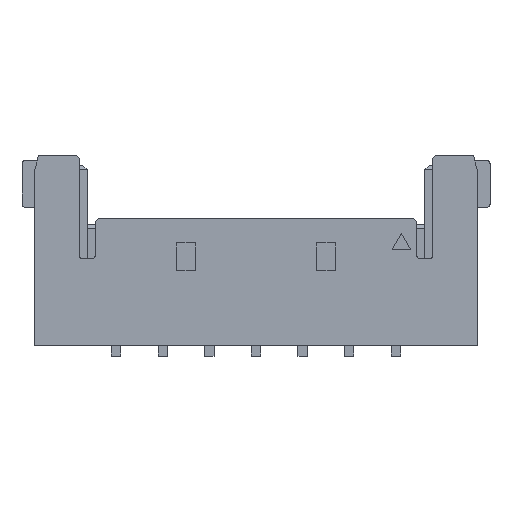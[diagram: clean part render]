
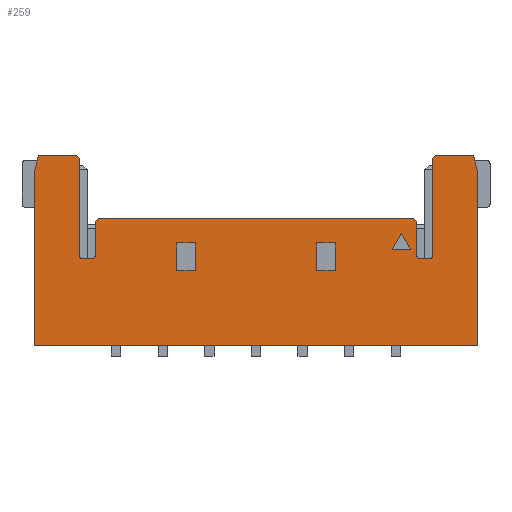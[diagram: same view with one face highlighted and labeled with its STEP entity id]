
A CAD part, top view. The second image highlights one B-rep face of the part: STEP entity #259.
In plain terms, the highlighted planar face has unit normal (0, 0, 1).
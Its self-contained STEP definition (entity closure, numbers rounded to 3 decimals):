
#259=ADVANCED_FACE('',(#825,#826,#827,#828),#829,.T.);
#825=FACE_OUTER_BOUND('',#1575,.T.);
#826=FACE_BOUND('',#1576,.T.);
#827=FACE_BOUND('',#1577,.T.);
#828=FACE_BOUND('',#1578,.T.);
#829=PLANE('',#1579);
#1575=EDGE_LOOP('',(#3635,#3636,#3637,#3638,#3639,#3640,#3641,#3642,#3643,#3644,#3645,#3646,#3647,#3648,#3649,#3650,#3651,#3652,#3653,#3654,#3655,#3656));
#1576=EDGE_LOOP('',(#3657,#3658,#3659,#3660));
#1577=EDGE_LOOP('',(#3661,#3662,#3663,#3664));
#1578=EDGE_LOOP('',(#3665,#3666,#3667));
#1579=AXIS2_PLACEMENT_3D('',#3668,#3669,#3670);
#3635=ORIENTED_EDGE('',*,*,#5707,.F.);
#3636=ORIENTED_EDGE('',*,*,#5326,.T.);
#3637=ORIENTED_EDGE('',*,*,#5706,.T.);
#3638=ORIENTED_EDGE('',*,*,#5700,.T.);
#3639=ORIENTED_EDGE('',*,*,#5676,.T.);
#3640=ORIENTED_EDGE('',*,*,#5388,.T.);
#3641=ORIENTED_EDGE('',*,*,#5708,.T.);
#3642=ORIENTED_EDGE('',*,*,#5404,.T.);
#3643=ORIENTED_EDGE('',*,*,#5709,.F.);
#3644=ORIENTED_EDGE('',*,*,#5342,.F.);
#3645=ORIENTED_EDGE('',*,*,#5710,.F.);
#3646=ORIENTED_EDGE('',*,*,#5711,.F.);
#3647=ORIENTED_EDGE('',*,*,#5712,.F.);
#3648=ORIENTED_EDGE('',*,*,#5713,.F.);
#3649=ORIENTED_EDGE('',*,*,#5714,.F.);
#3650=ORIENTED_EDGE('',*,*,#5715,.T.);
#3651=ORIENTED_EDGE('',*,*,#5716,.F.);
#3652=ORIENTED_EDGE('',*,*,#5717,.F.);
#3653=ORIENTED_EDGE('',*,*,#5718,.F.);
#3654=ORIENTED_EDGE('',*,*,#5719,.F.);
#3655=ORIENTED_EDGE('',*,*,#5720,.F.);
#3656=ORIENTED_EDGE('',*,*,#5721,.F.);
#3657=ORIENTED_EDGE('',*,*,#5722,.F.);
#3658=ORIENTED_EDGE('',*,*,#5723,.F.);
#3659=ORIENTED_EDGE('',*,*,#5724,.F.);
#3660=ORIENTED_EDGE('',*,*,#5725,.F.);
#3661=ORIENTED_EDGE('',*,*,#5726,.F.);
#3662=ORIENTED_EDGE('',*,*,#5727,.F.);
#3663=ORIENTED_EDGE('',*,*,#5728,.F.);
#3664=ORIENTED_EDGE('',*,*,#5729,.F.);
#3665=ORIENTED_EDGE('',*,*,#5730,.F.);
#3666=ORIENTED_EDGE('',*,*,#5731,.F.);
#3667=ORIENTED_EDGE('',*,*,#5732,.F.);
#3668=CARTESIAN_POINT('',(0.0,0.0,0.98));
#3669=DIRECTION('',(0.0,0.0,1.0));
#3670=DIRECTION('',(1.0,0.0,0.0));
#5326=EDGE_CURVE('',#6564,#6562,#6565,.T.);
#5342=EDGE_CURVE('',#6592,#6594,#6595,.T.);
#5388=EDGE_CURVE('',#6668,#6666,#6669,.T.);
#5404=EDGE_CURVE('',#6696,#6694,#6697,.T.);
#5676=EDGE_CURVE('',#7150,#6668,#7151,.T.);
#5700=EDGE_CURVE('',#7179,#7150,#7180,.T.);
#5706=EDGE_CURVE('',#6562,#7179,#7188,.T.);
#5707=EDGE_CURVE('',#6564,#7189,#7190,.T.);
#5708=EDGE_CURVE('',#6666,#6696,#7191,.T.);
#5709=EDGE_CURVE('',#6594,#6694,#7192,.T.);
#5710=EDGE_CURVE('',#7193,#6592,#7194,.T.);
#5711=EDGE_CURVE('',#7195,#7193,#7196,.T.);
#5712=EDGE_CURVE('',#7197,#7195,#7198,.T.);
#5713=EDGE_CURVE('',#7199,#7197,#7200,.T.);
#5714=EDGE_CURVE('',#7201,#7199,#7202,.T.);
#5715=EDGE_CURVE('',#7201,#7203,#7204,.T.);
#5716=EDGE_CURVE('',#7205,#7203,#7206,.T.);
#5717=EDGE_CURVE('',#7207,#7205,#7208,.T.);
#5718=EDGE_CURVE('',#7209,#7207,#7210,.T.);
#5719=EDGE_CURVE('',#7211,#7209,#7212,.T.);
#5720=EDGE_CURVE('',#7213,#7211,#7214,.T.);
#5721=EDGE_CURVE('',#7189,#7213,#7215,.T.);
#5722=EDGE_CURVE('',#7216,#7217,#7218,.T.);
#5723=EDGE_CURVE('',#7219,#7216,#7220,.T.);
#5724=EDGE_CURVE('',#7221,#7219,#7222,.T.);
#5725=EDGE_CURVE('',#7217,#7221,#7223,.T.);
#5726=EDGE_CURVE('',#7224,#7225,#7226,.T.);
#5727=EDGE_CURVE('',#7227,#7224,#7228,.T.);
#5728=EDGE_CURVE('',#7229,#7227,#7230,.T.);
#5729=EDGE_CURVE('',#7225,#7229,#7231,.T.);
#5730=EDGE_CURVE('',#7232,#7233,#7234,.T.);
#5731=EDGE_CURVE('',#7235,#7232,#7236,.T.);
#5732=EDGE_CURVE('',#7233,#7235,#7237,.T.);
#6562=VERTEX_POINT('',#8405);
#6564=VERTEX_POINT('',#8408);
#6565=LINE('',#8409,#8410);
#6592=VERTEX_POINT('',#8451);
#6594=VERTEX_POINT('',#8454);
#6595=LINE('',#8455,#8456);
#6666=VERTEX_POINT('',#8571);
#6668=VERTEX_POINT('',#8574);
#6669=LINE('',#8575,#8576);
#6694=VERTEX_POINT('',#8615);
#6696=VERTEX_POINT('',#8618);
#6697=LINE('',#8619,#8620);
#7150=VERTEX_POINT('',#9296);
#7151=LINE('',#9297,#9298);
#7179=VERTEX_POINT('',#9349);
#7180=LINE('',#9350,#9351);
#7188=LINE('',#9364,#9365);
#7189=VERTEX_POINT('',#9366);
#7190=LINE('',#9367,#9368);
#7191=LINE('',#9369,#9370);
#7192=LINE('',#9371,#9372);
#7193=VERTEX_POINT('',#9373);
#7194=CIRCLE('',#9374,0.08);
#7195=VERTEX_POINT('',#9375);
#7196=LINE('',#9376,#9377);
#7197=VERTEX_POINT('',#9378);
#7198=CIRCLE('',#9379,0.08);
#7199=VERTEX_POINT('',#9380);
#7200=LINE('',#9381,#9382);
#7201=VERTEX_POINT('',#9383);
#7202=LINE('',#9384,#9385);
#7203=VERTEX_POINT('',#9386);
#7204=LINE('',#9387,#9388);
#7205=VERTEX_POINT('',#9389);
#7206=LINE('',#9390,#9391);
#7207=VERTEX_POINT('',#9392);
#7208=LINE('',#9393,#9394);
#7209=VERTEX_POINT('',#9395);
#7210=CIRCLE('',#9396,0.08);
#7211=VERTEX_POINT('',#9397);
#7212=LINE('',#9398,#9399);
#7213=VERTEX_POINT('',#9400);
#7214=CIRCLE('',#9401,0.08);
#7215=LINE('',#9402,#9403);
#7216=VERTEX_POINT('',#9404);
#7217=VERTEX_POINT('',#9405);
#7218=LINE('',#9406,#9407);
#7219=VERTEX_POINT('',#9408);
#7220=LINE('',#9409,#9410);
#7221=VERTEX_POINT('',#9411);
#7222=LINE('',#9412,#9413);
#7223=LINE('',#9414,#9415);
#7224=VERTEX_POINT('',#9416);
#7225=VERTEX_POINT('',#9417);
#7226=LINE('',#9418,#9419);
#7227=VERTEX_POINT('',#9420);
#7228=LINE('',#9421,#9422);
#7229=VERTEX_POINT('',#9423);
#7230=LINE('',#9424,#9425);
#7231=LINE('',#9426,#9427);
#7232=VERTEX_POINT('',#9428);
#7233=VERTEX_POINT('',#9429);
#7234=LINE('',#9430,#9431);
#7235=VERTEX_POINT('',#9432);
#7236=LINE('',#9433,#9434);
#7237=LINE('',#9435,#9436);
#8405=CARTESIAN_POINT('',(-6.995,1.2,0.98));
#8408=CARTESIAN_POINT('',(-5.775,1.2,0.98));
#8409=CARTESIAN_POINT('',(-5.775,1.2,0.98));
#8410=VECTOR('',#10460,1.22);
#8451=CARTESIAN_POINT('',(5.675,-2.02,0.98));
#8454=CARTESIAN_POINT('',(5.675,1.1,0.98));
#8455=CARTESIAN_POINT('',(5.675,-2.02,0.98));
#8456=VECTOR('',#10476,3.12);
#8571=CARTESIAN_POINT('',(7.125,0.7,0.98));
#8574=CARTESIAN_POINT('',(7.125,-4.9,0.98));
#8575=CARTESIAN_POINT('',(7.125,-4.9,0.98));
#8576=VECTOR('',#10522,5.6);
#8615=CARTESIAN_POINT('',(5.775,1.2,0.98));
#8618=CARTESIAN_POINT('',(6.995,1.2,0.98));
#8619=CARTESIAN_POINT('',(6.995,1.2,0.98));
#8620=VECTOR('',#10538,1.22);
#9296=CARTESIAN_POINT('',(-7.125,-4.9,0.98));
#9297=CARTESIAN_POINT('',(-7.125,-4.9,0.98));
#9298=VECTOR('',#10906,14.25);
#9349=CARTESIAN_POINT('',(-7.125,0.7,0.98));
#9350=CARTESIAN_POINT('',(-7.125,0.7,0.98));
#9351=VECTOR('',#10930,5.6);
#9364=CARTESIAN_POINT('',(-6.995,1.2,0.98));
#9365=VECTOR('',#10936,0.517);
#9366=CARTESIAN_POINT('',(-5.675,1.1,0.98));
#9367=CARTESIAN_POINT('',(-5.775,1.2,0.98));
#9368=VECTOR('',#10937,0.141);
#9369=CARTESIAN_POINT('',(7.125,0.7,0.98));
#9370=VECTOR('',#10938,0.517);
#9371=CARTESIAN_POINT('',(5.675,1.1,0.98));
#9372=VECTOR('',#10939,0.141);
#9373=CARTESIAN_POINT('',(5.595,-2.1,0.98));
#9374=AXIS2_PLACEMENT_3D('',#10940,#10941,#10942);
#9375=CARTESIAN_POINT('',(5.255,-2.1,0.98));
#9376=CARTESIAN_POINT('',(5.255,-2.1,0.98));
#9377=VECTOR('',#10943,0.34);
#9378=CARTESIAN_POINT('',(5.175,-2.02,0.98));
#9379=AXIS2_PLACEMENT_3D('',#10944,#10945,#10946);
#9380=CARTESIAN_POINT('',(5.175,-0.9,0.98));
#9381=CARTESIAN_POINT('',(5.175,-0.9,0.98));
#9382=VECTOR('',#10947,1.12);
#9383=CARTESIAN_POINT('',(5.075,-0.8,0.98));
#9384=CARTESIAN_POINT('',(5.075,-0.8,0.98));
#9385=VECTOR('',#10948,0.141);
#9386=CARTESIAN_POINT('',(-5.075,-0.8,0.98));
#9387=CARTESIAN_POINT('',(5.075,-0.8,0.98));
#9388=VECTOR('',#10949,10.15);
#9389=CARTESIAN_POINT('',(-5.175,-0.9,0.98));
#9390=CARTESIAN_POINT('',(-5.175,-0.9,0.98));
#9391=VECTOR('',#10950,0.141);
#9392=CARTESIAN_POINT('',(-5.175,-2.02,0.98));
#9393=CARTESIAN_POINT('',(-5.175,-2.02,0.98));
#9394=VECTOR('',#10951,1.12);
#9395=CARTESIAN_POINT('',(-5.255,-2.1,0.98));
#9396=AXIS2_PLACEMENT_3D('',#10952,#10953,#10954);
#9397=CARTESIAN_POINT('',(-5.595,-2.1,0.98));
#9398=CARTESIAN_POINT('',(-5.595,-2.1,0.98));
#9399=VECTOR('',#10955,0.34);
#9400=CARTESIAN_POINT('',(-5.675,-2.02,0.98));
#9401=AXIS2_PLACEMENT_3D('',#10956,#10957,#10958);
#9402=CARTESIAN_POINT('',(-5.675,1.1,0.98));
#9403=VECTOR('',#10959,3.12);
#9404=CARTESIAN_POINT('',(-1.95,-1.6,0.98));
#9405=CARTESIAN_POINT('',(-2.55,-1.6,0.98));
#9406=CARTESIAN_POINT('',(-1.95,-1.6,0.98));
#9407=VECTOR('',#10960,0.6);
#9408=CARTESIAN_POINT('',(-1.95,-2.5,0.98));
#9409=CARTESIAN_POINT('',(-1.95,-2.5,0.98));
#9410=VECTOR('',#10961,0.9);
#9411=CARTESIAN_POINT('',(-2.55,-2.5,0.98));
#9412=CARTESIAN_POINT('',(-2.55,-2.5,0.98));
#9413=VECTOR('',#10962,0.6);
#9414=CARTESIAN_POINT('',(-2.55,-1.6,0.98));
#9415=VECTOR('',#10963,0.9);
#9416=CARTESIAN_POINT('',(2.55,-2.5,0.98));
#9417=CARTESIAN_POINT('',(2.55,-1.6,0.98));
#9418=CARTESIAN_POINT('',(2.55,-2.5,0.98));
#9419=VECTOR('',#10964,0.9);
#9420=CARTESIAN_POINT('',(1.95,-2.5,0.98));
#9421=CARTESIAN_POINT('',(1.95,-2.5,0.98));
#9422=VECTOR('',#10965,0.6);
#9423=CARTESIAN_POINT('',(1.95,-1.6,0.98));
#9424=CARTESIAN_POINT('',(1.95,-1.6,0.98));
#9425=VECTOR('',#10966,0.9);
#9426=CARTESIAN_POINT('',(2.55,-1.6,0.98));
#9427=VECTOR('',#10967,0.6);
#9428=CARTESIAN_POINT('',(4.975,-1.82,0.98));
#9429=CARTESIAN_POINT('',(4.675,-1.3,0.98));
#9430=CARTESIAN_POINT('',(4.975,-1.82,0.98));
#9431=VECTOR('',#10968,0.6);
#9432=CARTESIAN_POINT('',(4.375,-1.82,0.98));
#9433=CARTESIAN_POINT('',(4.375,-1.82,0.98));
#9434=VECTOR('',#10969,0.6);
#9435=CARTESIAN_POINT('',(4.675,-1.3,0.98));
#9436=VECTOR('',#10970,0.6);
#10460=DIRECTION('',(-1.0,0.0,0.0));
#10476=DIRECTION('',(0.0,1.0,0.0));
#10522=DIRECTION('',(0.0,1.0,0.0));
#10538=DIRECTION('',(-1.0,0.0,0.0));
#10906=DIRECTION('',(1.0,0.0,0.0));
#10930=DIRECTION('',(0.0,-1.0,0.0));
#10936=DIRECTION('',(-0.252,-0.968,0.0));
#10937=DIRECTION('',(0.707,-0.707,0.0));
#10938=DIRECTION('',(-0.252,0.968,0.0));
#10939=DIRECTION('',(0.707,0.707,0.0));
#10940=CARTESIAN_POINT('',(5.595,-2.02,0.98));
#10941=DIRECTION('',(0.0,0.0,1.0));
#10942=DIRECTION('',(0.0,-1.0,0.0));
#10943=DIRECTION('',(1.0,0.0,0.0));
#10944=CARTESIAN_POINT('',(5.255,-2.02,0.98));
#10945=DIRECTION('',(0.0,0.0,1.0));
#10946=DIRECTION('',(-1.0,0.0,0.0));
#10947=DIRECTION('',(0.0,-1.0,0.0));
#10948=DIRECTION('',(0.707,-0.707,0.0));
#10949=DIRECTION('',(-1.0,0.0,0.0));
#10950=DIRECTION('',(0.707,0.707,0.0));
#10951=DIRECTION('',(0.0,1.0,0.0));
#10952=CARTESIAN_POINT('',(-5.255,-2.02,0.98));
#10953=DIRECTION('',(0.0,0.0,1.0));
#10954=DIRECTION('',(0.0,-1.0,0.0));
#10955=DIRECTION('',(1.0,0.0,0.0));
#10956=CARTESIAN_POINT('',(-5.595,-2.02,0.98));
#10957=DIRECTION('',(0.0,0.0,1.0));
#10958=DIRECTION('',(-1.0,0.0,0.0));
#10959=DIRECTION('',(0.0,-1.0,0.0));
#10960=DIRECTION('',(-1.0,0.0,0.0));
#10961=DIRECTION('',(0.0,1.0,0.0));
#10962=DIRECTION('',(1.0,0.0,0.0));
#10963=DIRECTION('',(0.0,-1.0,0.0));
#10964=DIRECTION('',(0.0,1.0,0.0));
#10965=DIRECTION('',(1.0,0.0,0.0));
#10966=DIRECTION('',(0.0,-1.0,0.0));
#10967=DIRECTION('',(-1.0,0.0,0.0));
#10968=DIRECTION('',(-0.5,0.866,0.0));
#10969=DIRECTION('',(1.0,0.0,0.0));
#10970=DIRECTION('',(-0.5,-0.866,0.0));
